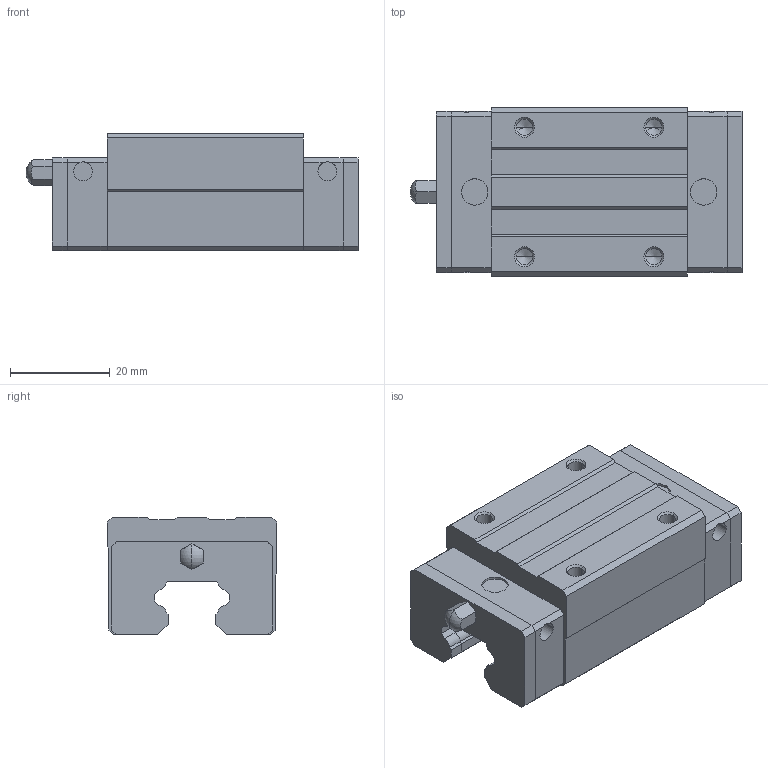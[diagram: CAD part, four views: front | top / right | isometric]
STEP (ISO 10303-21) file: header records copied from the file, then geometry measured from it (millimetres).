
FILE_DESCRIPTION(('starvars output'),'2;1');
FILE_NAME('cv20170621210018000126786.stp','21:00:18 2017/06/21',( 'Thomas Industrial Network Germany GmbH'),( 'Thomas Industrial Network Germany GmbH'),'unknown preprocess','ACIS' ,'unknown authorization');
FILE_SCHEMA(('CONFIG_CONTROL_DESIGN {UNKNOWN IMPLEMENTATION LEVEL}'));
Length unit declared in the file: millimetre
Products named in the file (1): PRODUCT_ID_1
Bounding box: 66.7 x 34 x 23.7 mm (x, y, z)
Volume: 35980.5 mm3; surface area: 14006.6 mm2
Topology: 1 solids, 1 shells, 230 faces, 633 edges, 412 vertices
Faces by surface type: plane 154, cylinder 58, cone 16, sphere 2
Entity records: 6850 total; most frequent: ORIENTED_EDGE 1250, CARTESIAN_POINT 1170, DIRECTION 1044, EDGE_CURVE 625, VECTOR 472, LINE 472, VERTEX_POINT 412, AXIS2_PLACEMENT_3D 286
